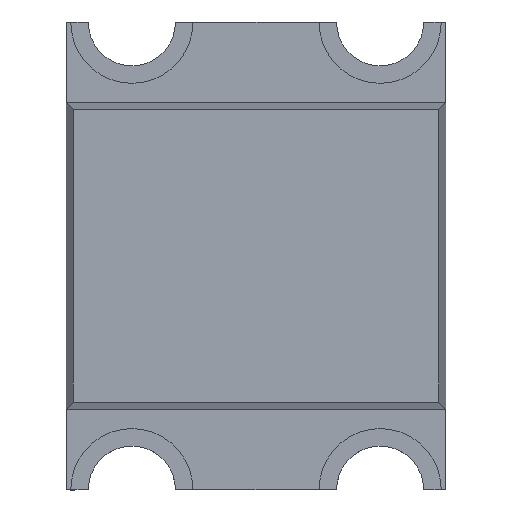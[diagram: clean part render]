
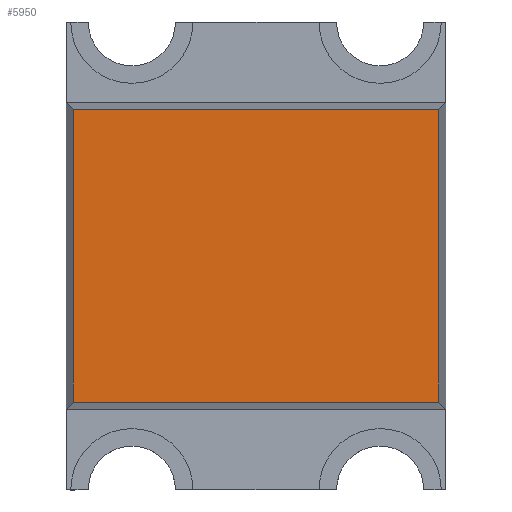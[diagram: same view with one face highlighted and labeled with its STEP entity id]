
A CAD part, top view. The second image highlights one B-rep face of the part: STEP entity #5950.
In plain terms, the highlighted planar face has unit normal (0, 0, 1).
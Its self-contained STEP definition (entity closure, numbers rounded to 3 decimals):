
#822 = CARTESIAN_POINT ( 'NONE',  ( -0.626, -0.501, 0.38 ) ) ;
#1022 = CARTESIAN_POINT ( 'NONE',  ( 0., 0.501, 0.38 ) ) ;
#1125 = ORIENTED_EDGE ( 'NONE', *, *, #6150, .T. ) ;
#1128 = DIRECTION ( 'NONE',  ( 0., 0., -1. ) ) ;
#1738 = DIRECTION ( 'NONE',  ( 1., 0., 0. ) ) ;
#1862 = EDGE_LOOP ( 'NONE', ( #4568, #3554, #2785, #1125 ) ) ;
#1868 = DIRECTION ( 'NONE',  ( 0., 1., 0. ) ) ;
#2002 = LINE ( 'NONE', #1022, #3431 ) ;
#2242 = VERTEX_POINT ( 'NONE', #3254 ) ;
#2319 = CARTESIAN_POINT ( 'NONE',  ( 0.626, 0., 0.38 ) ) ;
#2345 = AXIS2_PLACEMENT_3D ( 'NONE', #3896, #1128, #4407 ) ;
#2356 = VECTOR ( 'NONE', #1738, 1000. ) ;
#2785 = ORIENTED_EDGE ( 'NONE', *, *, #3576, .T. ) ;
#3254 = CARTESIAN_POINT ( 'NONE',  ( 0.626, -0.501, 0.38 ) ) ;
#3401 = VERTEX_POINT ( 'NONE', #822 ) ;
#3431 = VECTOR ( 'NONE', #4805, 1000. ) ;
#3484 = VECTOR ( 'NONE', #1868, 1000. ) ;
#3494 = LINE ( 'NONE', #2319, #3484 ) ;
#3508 = VERTEX_POINT ( 'NONE', #3805 ) ;
#3554 = ORIENTED_EDGE ( 'NONE', *, *, #4806, .T. ) ;
#3576 = EDGE_CURVE ( 'NONE', #3401, #2242, #5086, .T. ) ;
#3617 = CARTESIAN_POINT ( 'NONE',  ( 0., -0.501, 0.38 ) ) ;
#3805 = CARTESIAN_POINT ( 'NONE',  ( 0.626, 0.501, 0.38 ) ) ;
#3896 = CARTESIAN_POINT ( 'NONE',  ( 0., 0., 0.38 ) ) ;
#4296 = EDGE_CURVE ( 'NONE', #3508, #5726, #2002, .T. ) ;
#4300 = CARTESIAN_POINT ( 'NONE',  ( -0.626, 0., 0.38 ) ) ;
#4385 = PLANE ( 'NONE',  #2345 ) ;
#4407 = DIRECTION ( 'NONE',  ( 0., -1., 0. ) ) ;
#4568 = ORIENTED_EDGE ( 'NONE', *, *, #4296, .T. ) ;
#4742 = FACE_OUTER_BOUND ( 'NONE', #1862, .T. ) ;
#4805 = DIRECTION ( 'NONE',  ( -1., 0., 0. ) ) ;
#4806 = EDGE_CURVE ( 'NONE', #5726, #3401, #6171, .T. ) ;
#5086 = LINE ( 'NONE', #3617, #2356 ) ;
#5292 = DIRECTION ( 'NONE',  ( 0., -1., 0. ) ) ;
#5520 = CARTESIAN_POINT ( 'NONE',  ( -0.626, 0.501, 0.38 ) ) ;
#5726 = VERTEX_POINT ( 'NONE', #5520 ) ;
#5950 = ADVANCED_FACE ( 'NONE', ( #4742 ), #4385, .F. ) ;
#6130 = VECTOR ( 'NONE', #5292, 1000. ) ;
#6150 = EDGE_CURVE ( 'NONE', #2242, #3508, #3494, .T. ) ;
#6171 = LINE ( 'NONE', #4300, #6130 ) ;
